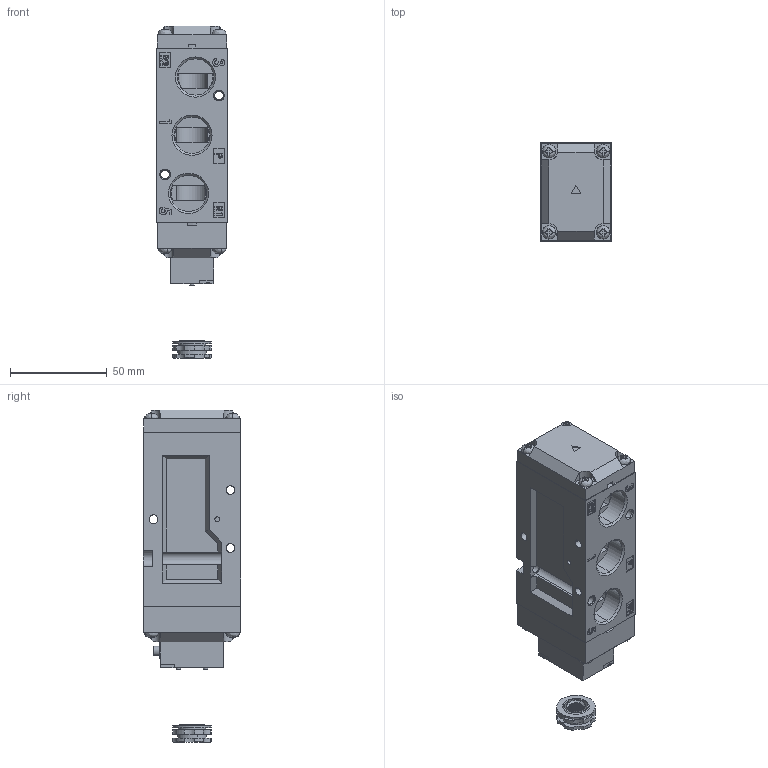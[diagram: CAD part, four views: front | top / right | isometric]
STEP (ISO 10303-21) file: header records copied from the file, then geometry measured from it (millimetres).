
FILE_DESCRIPTION (( 'STEP AP214' ), '1' );
FILE_NAME ('YPC-SF6101-IP.STEP', '2018-08-27T09:35:23', ( '' ), ( '' ), 'SwSTEP 2.0', 'SolidWorks 2018', '' );
FILE_SCHEMA (( 'AUTOMOTIVE_DESIGN' ));
Length unit declared in the file: millimetre
Products named in the file (1): YPC-SF6101-IP
Bounding box: 36.4 x 50.7 x 171.8 mm (x, y, z)
Volume: 136928 mm3; surface area: 70103.8 mm2
Topology: 17 solids, 17 shells, 1592 faces, 4148 edges, 2705 vertices
Faces by surface type: plane 893, cylinder 524, cone 97, bspline 78
Entity records: 71427 total; most frequent: CARTESIAN_POINT 14586, ORIENTED_EDGE 8296, DIRECTION 7920, EDGE_CURVE 4148, VERTEX_POINT 2705, AXIS2_PLACEMENT_3D 2672, VECTOR 2576, LINE 2576
